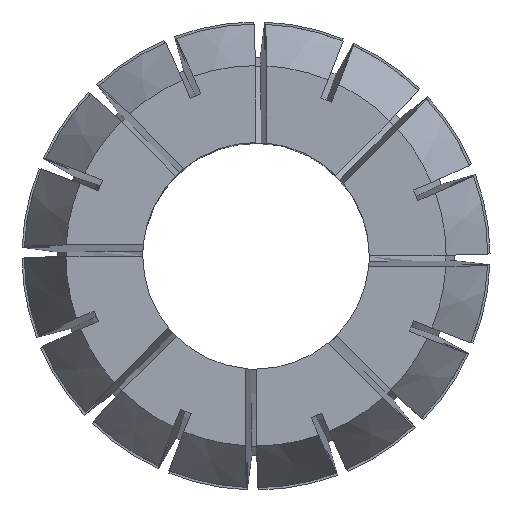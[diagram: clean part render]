
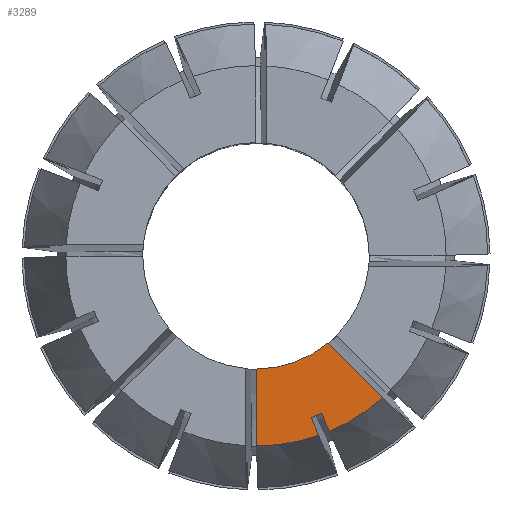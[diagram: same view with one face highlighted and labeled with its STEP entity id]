
A CAD part, top view. The second image highlights one B-rep face of the part: STEP entity #3289.
In plain terms, the highlighted planar face has unit normal (0, 0, 1).
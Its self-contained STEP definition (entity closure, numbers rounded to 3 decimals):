
#93 = CARTESIAN_POINT ( 'NONE',  ( 5.764, -13.794, 46. ) ) ;
#109 = VERTEX_POINT ( 'NONE', #2311 ) ;
#213 = CIRCLE ( 'NONE', #2196, 9.922 ) ;
#568 = EDGE_CURVE ( 'NONE', #6612, #4250, #4476, .T. ) ;
#690 = CARTESIAN_POINT ( 'NONE',  ( 0.046, -9.922, 46. ) ) ;
#904 = DIRECTION ( 'NONE',  ( -0.383, 0.924, 0. ) ) ;
#1374 = DIRECTION ( 'NONE',  ( -1., 0., 0. ) ) ;
#1399 = CARTESIAN_POINT ( 'NONE',  ( 5.149, -14.051, 46. ) ) ;
#1671 = CARTESIAN_POINT ( 'NONE',  ( 0., 0., 46. ) ) ;
#1839 = ORIENTED_EDGE ( 'NONE', *, *, #4807, .F. ) ;
#1946 = ORIENTED_EDGE ( 'NONE', *, *, #3593, .T. ) ;
#2096 = DIRECTION ( 'NONE',  ( 1., 0., 0. ) ) ;
#2196 = AXIS2_PLACEMENT_3D ( 'NONE', #2600, #2572, #2096 ) ;
#2223 = AXIS2_PLACEMENT_3D ( 'NONE', #1671, #3819, #2829 ) ;
#2255 = LINE ( 'NONE', #2515, #6551 ) ;
#2266 = FACE_OUTER_BOUND ( 'NONE', #6037, .T. ) ;
#2311 = CARTESIAN_POINT ( 'NONE',  ( 6.418, -15.373, 46. ) ) ;
#2515 = CARTESIAN_POINT ( 'NONE',  ( -9.004, 7.655, 46. ) ) ;
#2572 = DIRECTION ( 'NONE',  ( 0., 0., 1. ) ) ;
#2600 = CARTESIAN_POINT ( 'NONE',  ( 0., 0., 46. ) ) ;
#2640 = EDGE_CURVE ( 'NONE', #4250, #4277, #213, .T. ) ;
#2726 = CARTESIAN_POINT ( 'NONE',  ( 11.085, -12.435, 46. ) ) ;
#2829 = DIRECTION ( 'NONE',  ( -1., 0., 0. ) ) ;
#2830 = VECTOR ( 'NONE', #904, 1000. ) ;
#2847 = CARTESIAN_POINT ( 'NONE',  ( -5.847, 14.237, 46. ) ) ;
#2861 = VERTEX_POINT ( 'NONE', #2726 ) ;
#3018 = CARTESIAN_POINT ( 'NONE',  ( -6.771, 13.854, 46. ) ) ;
#3034 = EDGE_CURVE ( 'NONE', #109, #6057, #3803, .T. ) ;
#3087 = ORIENTED_EDGE ( 'NONE', *, *, #4070, .T. ) ;
#3245 = CARTESIAN_POINT ( 'NONE',  ( 6.309, -7.658, 46. ) ) ;
#3273 = DIRECTION ( 'NONE',  ( 0., 0., 1. ) ) ;
#3289 = ADVANCED_FACE ( 'NONE', ( #2266 ), #4342, .T. ) ;
#3343 = CIRCLE ( 'NONE', #6249, 16.658 ) ;
#3436 = EDGE_CURVE ( 'NONE', #6057, #5219, #4049, .T. ) ;
#3444 = CARTESIAN_POINT ( 'NONE',  ( 0., 0., 46. ) ) ;
#3593 = EDGE_CURVE ( 'NONE', #4837, #5219, #3794, .T. ) ;
#3715 = VECTOR ( 'NONE', #5984, 1000. ) ;
#3760 = DIRECTION ( 'NONE',  ( 0., 1., 0. ) ) ;
#3794 = LINE ( 'NONE', #3018, #2830 ) ;
#3803 = LINE ( 'NONE', #2847, #3715 ) ;
#3819 = DIRECTION ( 'NONE',  ( 0., 0., -1. ) ) ;
#3827 = DIRECTION ( 'NONE',  ( 1., 0., 0. ) ) ;
#3916 = CARTESIAN_POINT ( 'NONE',  ( 5.456, -13.922, 46. ) ) ;
#3958 = ORIENTED_EDGE ( 'NONE', *, *, #2640, .F. ) ;
#4049 =( BOUNDED_CURVE ( )  B_SPLINE_CURVE ( 3, ( #6596, #3916, #1399, #5467 ),
 .UNSPECIFIED., .F., .F. ) 
 B_SPLINE_CURVE_WITH_KNOTS ( ( 4, 4 ),
 ( 1.781, 1.782 ),
 .UNSPECIFIED. ) 
 CURVE ( )  GEOMETRIC_REPRESENTATION_ITEM ( )  RATIONAL_B_SPLINE_CURVE ( ( 1., 1., 1., 1. ) ) 
 REPRESENTATION_ITEM ( '' )  );
#4070 = EDGE_CURVE ( 'NONE', #2861, #4277, #2255, .T. ) ;
#4250 = VERTEX_POINT ( 'NONE', #690 ) ;
#4277 = VERTEX_POINT ( 'NONE', #3245 ) ;
#4278 = ORIENTED_EDGE ( 'NONE', *, *, #6113, .F. ) ;
#4342 = PLANE ( 'NONE',  #4712 ) ;
#4432 = ORIENTED_EDGE ( 'NONE', *, *, #3034, .F. ) ;
#4476 = LINE ( 'NONE', #6393, #4556 ) ;
#4486 = DIRECTION ( 'NONE',  ( 0., 0., -1. ) ) ;
#4556 = VECTOR ( 'NONE', #3760, 1000. ) ;
#4712 = AXIS2_PLACEMENT_3D ( 'NONE', #4914, #3273, #3827 ) ;
#4807 = EDGE_CURVE ( 'NONE', #2861, #109, #3343, .T. ) ;
#4837 = VERTEX_POINT ( 'NONE', #5630 ) ;
#4913 = ORIENTED_EDGE ( 'NONE', *, *, #3436, .F. ) ;
#4914 = CARTESIAN_POINT ( 'NONE',  ( 0., 16.658, 46. ) ) ;
#5219 = VERTEX_POINT ( 'NONE', #6660 ) ;
#5467 = CARTESIAN_POINT ( 'NONE',  ( 4.841, -14.18, 46. ) ) ;
#5630 = CARTESIAN_POINT ( 'NONE',  ( 5.483, -15.73, 46. ) ) ;
#5968 = ORIENTED_EDGE ( 'NONE', *, *, #568, .F. ) ;
#5984 = DIRECTION ( 'NONE',  ( -0.383, 0.924, 0. ) ) ;
#6037 = EDGE_LOOP ( 'NONE', ( #3958, #5968, #4278, #1946, #4913, #4432, #1839, #3087 ) ) ;
#6057 = VERTEX_POINT ( 'NONE', #93 ) ;
#6113 = EDGE_CURVE ( 'NONE', #4837, #6612, #6130, .T. ) ;
#6130 = CIRCLE ( 'NONE', #2223, 16.658 ) ;
#6249 = AXIS2_PLACEMENT_3D ( 'NONE', #3444, #4486, #1374 ) ;
#6393 = CARTESIAN_POINT ( 'NONE',  ( 0.046, 16.658, 46. ) ) ;
#6543 = CARTESIAN_POINT ( 'NONE',  ( 0.046, -16.658, 46. ) ) ;
#6551 = VECTOR ( 'NONE', #6610, 1000. ) ;
#6596 = CARTESIAN_POINT ( 'NONE',  ( 5.764, -13.794, 46. ) ) ;
#6610 = DIRECTION ( 'NONE',  ( -0.707, 0.707, 0. ) ) ;
#6612 = VERTEX_POINT ( 'NONE', #6543 ) ;
#6660 = CARTESIAN_POINT ( 'NONE',  ( 4.841, -14.18, 46. ) ) ;
